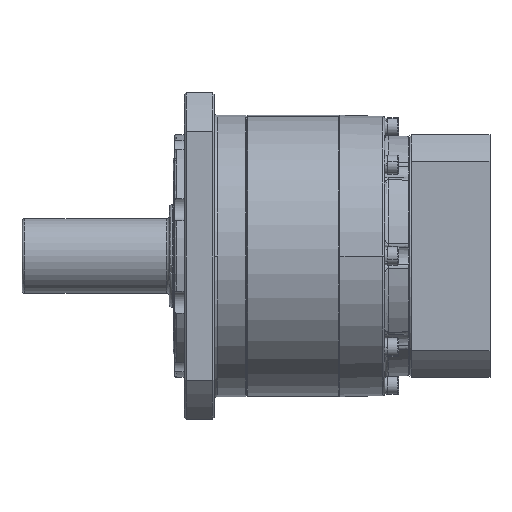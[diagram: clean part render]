
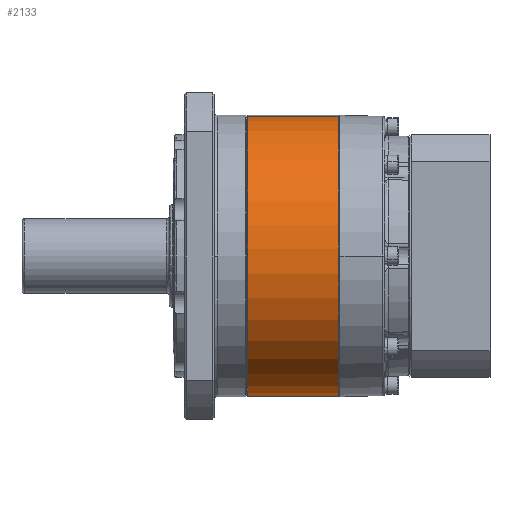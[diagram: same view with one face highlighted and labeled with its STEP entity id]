
A CAD part, front view. The second image highlights one B-rep face of the part: STEP entity #2133.
In plain terms, the highlighted cylindrical face has radius 75.5 mm (diameter 151 mm), a partial arc.
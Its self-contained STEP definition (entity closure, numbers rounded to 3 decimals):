
#1196 = AXIS2_PLACEMENT_3D ( 'NONE', #28640, #35875, #3846 ) ;
#1586 = EDGE_CURVE ( 'NONE', #18750, #45730, #43059, .T. ) ;
#2133 = ADVANCED_FACE ( 'NONE', ( #7698 ), #22913, .T. ) ;
#3317 = CARTESIAN_POINT ( 'NONE',  ( -75.5, 0., 0.5 ) ) ;
#3806 = ORIENTED_EDGE ( 'NONE', *, *, #5187, .F. ) ;
#3846 = DIRECTION ( 'NONE',  ( -1., 0., 0. ) ) ;
#4515 = DIRECTION ( 'NONE',  ( -1., 0., 0. ) ) ;
#5115 = CARTESIAN_POINT ( 'NONE',  ( 0., 0., 50. ) ) ;
#5187 = EDGE_CURVE ( 'NONE', #18750, #23392, #40765, .T. ) ;
#7698 = FACE_OUTER_BOUND ( 'NONE', #32910, .T. ) ;
#8063 = AXIS2_PLACEMENT_3D ( 'NONE', #36532, #35625, #4515 ) ;
#8459 = ORIENTED_EDGE ( 'NONE', *, *, #32791, .F. ) ;
#10890 = CARTESIAN_POINT ( 'NONE',  ( 75.5, 0., 0.5 ) ) ;
#13930 = VERTEX_POINT ( 'NONE', #10890 ) ;
#15849 = VECTOR ( 'NONE', #39539, 1000. ) ;
#16283 = CIRCLE ( 'NONE', #8063, 75.5 ) ;
#18526 = CARTESIAN_POINT ( 'NONE',  ( -75.5, 0., 50. ) ) ;
#18750 = VERTEX_POINT ( 'NONE', #38659 ) ;
#19392 = DIRECTION ( 'NONE',  ( -1., 0., 0. ) ) ;
#22454 = DIRECTION ( 'NONE',  ( 0., 0., -1. ) ) ;
#22913 = CYLINDRICAL_SURFACE ( 'NONE', #28665, 75.5 ) ;
#23392 = VERTEX_POINT ( 'NONE', #32273 ) ;
#24661 = VECTOR ( 'NONE', #45554, 1000. ) ;
#28640 = CARTESIAN_POINT ( 'NONE',  ( 0., 0., 49.5 ) ) ;
#28665 = AXIS2_PLACEMENT_3D ( 'NONE', #5115, #22454, #19392 ) ;
#31745 = ORIENTED_EDGE ( 'NONE', *, *, #1586, .T. ) ;
#32273 = CARTESIAN_POINT ( 'NONE',  ( 75.5, 0., 49.5 ) ) ;
#32791 = EDGE_CURVE ( 'NONE', #23392, #13930, #41832, .T. ) ;
#32910 = EDGE_LOOP ( 'NONE', ( #8459, #3806, #31745, #42816 ) ) ;
#34351 = CARTESIAN_POINT ( 'NONE',  ( 75.5, 0., 50. ) ) ;
#35625 = DIRECTION ( 'NONE',  ( 0., 0., 1. ) ) ;
#35690 = EDGE_CURVE ( 'NONE', #45730, #13930, #16283, .T. ) ;
#35875 = DIRECTION ( 'NONE',  ( 0., 0., 1. ) ) ;
#36532 = CARTESIAN_POINT ( 'NONE',  ( 0., 0., 0.5 ) ) ;
#38659 = CARTESIAN_POINT ( 'NONE',  ( -75.5, 0., 49.5 ) ) ;
#39539 = DIRECTION ( 'NONE',  ( 0., 0., -1. ) ) ;
#40765 = CIRCLE ( 'NONE', #1196, 75.5 ) ;
#41832 = LINE ( 'NONE', #34351, #24661 ) ;
#42816 = ORIENTED_EDGE ( 'NONE', *, *, #35690, .T. ) ;
#43059 = LINE ( 'NONE', #18526, #15849 ) ;
#45554 = DIRECTION ( 'NONE',  ( 0., 0., -1. ) ) ;
#45730 = VERTEX_POINT ( 'NONE', #3317 ) ;
